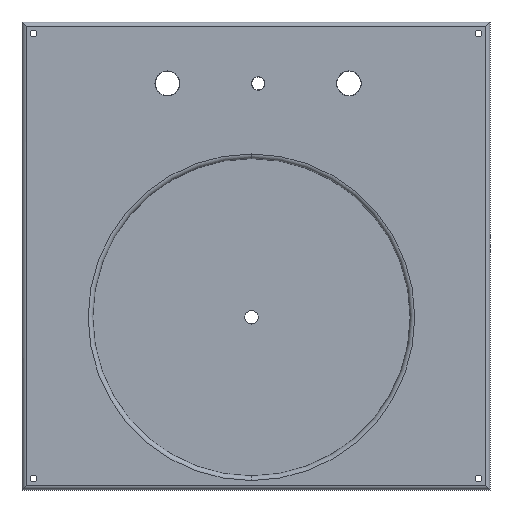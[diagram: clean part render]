
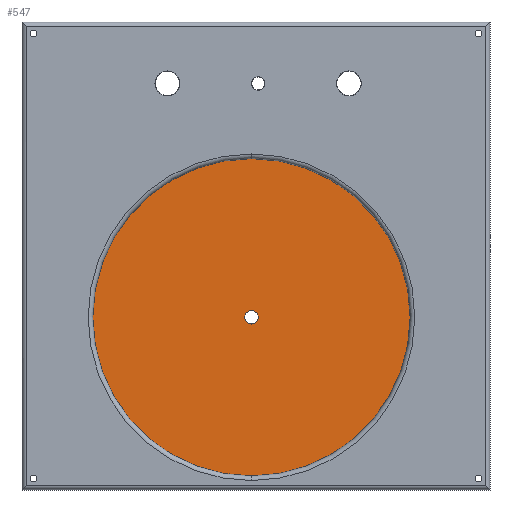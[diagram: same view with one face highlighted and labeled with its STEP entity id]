
A CAD part, front view. The second image highlights one B-rep face of the part: STEP entity #547.
In plain terms, the highlighted planar face has unit normal (0, -1, 0).
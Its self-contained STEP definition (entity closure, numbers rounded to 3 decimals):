
#1 = DIRECTION ( 'NONE',  ( 0., 0., -1. ) ) ;
#6 = CARTESIAN_POINT ( 'NONE',  ( -2., 5., 42.913 ) ) ;
#45 = CARTESIAN_POINT ( 'NONE',  ( -2., 5., -30. ) ) ;
#47 = EDGE_CURVE ( 'NONE', #196, #74, #370, .T. ) ;
#50 = CIRCLE ( 'NONE', #533, 3. ) ;
#54 = DIRECTION ( 'NONE',  ( 0., -1., 0. ) ) ;
#67 = PLANE ( 'NONE',  #427 ) ;
#74 = VERTEX_POINT ( 'NONE', #673 ) ;
#79 = EDGE_CURVE ( 'NONE', #344, #327, #356, .T. ) ;
#138 = AXIS2_PLACEMENT_3D ( 'NONE', #923, #54, #757 ) ;
#153 = CARTESIAN_POINT ( 'NONE',  ( -2., 5., -27. ) ) ;
#180 = CARTESIAN_POINT ( 'NONE',  ( -2., 5., -24. ) ) ;
#187 = AXIS2_PLACEMENT_3D ( 'NONE', #585, #817, #279 ) ;
#196 = VERTEX_POINT ( 'NONE', #6 ) ;
#209 = ORIENTED_EDGE ( 'NONE', *, *, #777, .T. ) ;
#218 = EDGE_LOOP ( 'NONE', ( #655, #418 ) ) ;
#228 = CARTESIAN_POINT ( 'NONE',  ( -2., 5., -27. ) ) ;
#279 = DIRECTION ( 'NONE',  ( 0., 0., -1. ) ) ;
#282 = DIRECTION ( 'NONE',  ( 0., 0., -1. ) ) ;
#291 = FACE_OUTER_BOUND ( 'NONE', #608, .T. ) ;
#313 = DIRECTION ( 'NONE',  ( 0., 0., -1. ) ) ;
#327 = VERTEX_POINT ( 'NONE', #180 ) ;
#344 = VERTEX_POINT ( 'NONE', #45 ) ;
#356 = CIRCLE ( 'NONE', #409, 3. ) ;
#370 = CIRCLE ( 'NONE', #138, 69.913 ) ;
#382 = DIRECTION ( 'NONE',  ( 0., -1., 0. ) ) ;
#409 = AXIS2_PLACEMENT_3D ( 'NONE', #228, #382, #1 ) ;
#418 = ORIENTED_EDGE ( 'NONE', *, *, #577, .F. ) ;
#427 = AXIS2_PLACEMENT_3D ( 'NONE', #685, #743, #282 ) ;
#484 = DIRECTION ( 'NONE',  ( 0., -1., 0. ) ) ;
#487 = ORIENTED_EDGE ( 'NONE', *, *, #47, .T. ) ;
#533 = AXIS2_PLACEMENT_3D ( 'NONE', #153, #484, #313 ) ;
#547 = ADVANCED_FACE ( 'NONE', ( #995, #291 ), #67, .T. ) ;
#577 = EDGE_CURVE ( 'NONE', #327, #344, #50, .T. ) ;
#585 = CARTESIAN_POINT ( 'NONE',  ( -2., 5., -27. ) ) ;
#608 = EDGE_LOOP ( 'NONE', ( #209, #487 ) ) ;
#655 = ORIENTED_EDGE ( 'NONE', *, *, #79, .F. ) ;
#673 = CARTESIAN_POINT ( 'NONE',  ( -2., 5., -96.913 ) ) ;
#685 = CARTESIAN_POINT ( 'NONE',  ( -2., 5., -27. ) ) ;
#743 = DIRECTION ( 'NONE',  ( 0., -1., 0. ) ) ;
#757 = DIRECTION ( 'NONE',  ( 0., 0., -1. ) ) ;
#777 = EDGE_CURVE ( 'NONE', #74, #196, #838, .T. ) ;
#817 = DIRECTION ( 'NONE',  ( 0., -1., 0. ) ) ;
#838 = CIRCLE ( 'NONE', #187, 69.913 ) ;
#923 = CARTESIAN_POINT ( 'NONE',  ( -2., 5., -27. ) ) ;
#995 = FACE_BOUND ( 'NONE', #218, .T. ) ;
